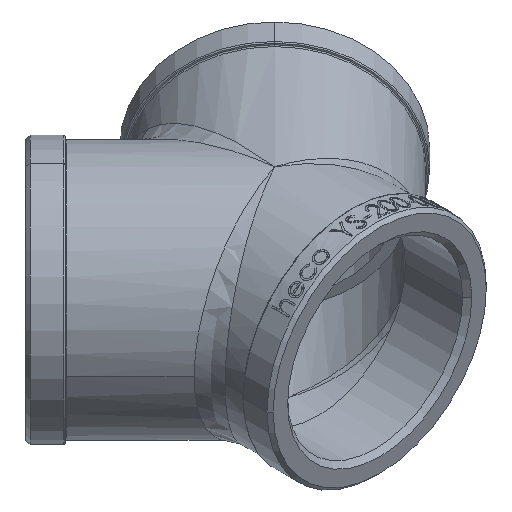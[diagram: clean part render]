
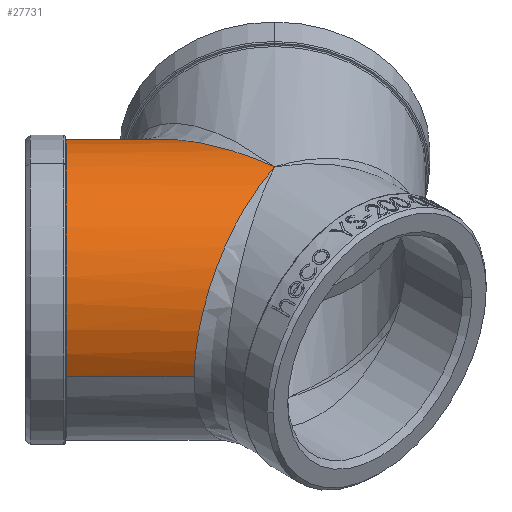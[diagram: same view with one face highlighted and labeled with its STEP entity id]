
A CAD part, isometric view. The second image highlights one B-rep face of the part: STEP entity #27731.
In plain terms, the highlighted cylindrical face has radius 34.5 mm (diameter 69 mm), a partial arc.
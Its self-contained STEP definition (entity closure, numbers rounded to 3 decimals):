
#299 = VERTEX_POINT ( 'NONE', #5023 ) ;
#802 = CARTESIAN_POINT ( 'NONE',  ( 0., 0., 34.5 ) ) ;
#900 = AXIS2_PLACEMENT_3D ( 'NONE', #28355, #18717, #5847 ) ;
#1121 = VECTOR ( 'NONE', #30130, 1000. ) ;
#1486 = CARTESIAN_POINT ( 'NONE',  ( -6.424, 50.751, 15.094 ) ) ;
#2063 = FACE_OUTER_BOUND ( 'NONE', #4866, .T. ) ;
#2355 = ORIENTED_EDGE ( 'NONE', *, *, #12552, .F. ) ;
#2992 = DIRECTION ( 'NONE',  ( -0.707, 0.707, 0. ) ) ;
#3102 = CARTESIAN_POINT ( 'NONE',  ( -37.428, -11.361, 0. ) ) ;
#4295 = ORIENTED_EDGE ( 'NONE', *, *, #8063, .F. ) ;
#4866 = EDGE_LOOP ( 'NONE', ( #7133, #4295, #10818, #30909, #22330, #2355 ) ) ;
#5023 = CARTESIAN_POINT ( 'NONE',  ( -33.729, 33.729, 34.5 ) ) ;
#5847 = DIRECTION ( 'NONE',  ( -0.707, -0.707, 0. ) ) ;
#6464 = VERTEX_POINT ( 'NONE', #25704 ) ;
#6536 = CARTESIAN_POINT ( 'NONE',  ( -1.058, 8.357, 34.5 ) ) ;
#7133 = ORIENTED_EDGE ( 'NONE', *, *, #11816, .F. ) ;
#7863 = DIRECTION ( 'NONE',  ( 0.707, -0.707, 0. ) ) ;
#7907 = B_SPLINE_CURVE_WITH_KNOTS ( 'NONE', 3,
 ( #802, #30625, #23386, #18264, #30509, #25826, #3102 ),
 .UNSPECIFIED., .F., .F.,
 ( 4, 1, 1, 1, 4 ),
 ( 0., 0.143, 0.286, 0.429, 0.5 ),
 .UNSPECIFIED. ) ;
#8063 = EDGE_CURVE ( 'NONE', #299, #6464, #30770, .T. ) ;
#8110 = DIRECTION ( 'NONE',  ( -0.707, -0.707, 0. ) ) ;
#8948 = DIRECTION ( 'NONE',  ( 0.707, -0.707, 0. ) ) ;
#8955 = LINE ( 'NONE', #27424, #1121 ) ;
#9170 = CARTESIAN_POINT ( 'NONE',  ( -10.105, 10.105, 0. ) ) ;
#10589 = CARTESIAN_POINT ( 'NONE',  ( -34.5, -14.29, 0. ) ) ;
#10818 = ORIENTED_EDGE ( 'NONE', *, *, #31172, .F. ) ;
#11457 = CYLINDRICAL_SURFACE ( 'NONE', #29281, 34.5 ) ;
#11555 = CARTESIAN_POINT ( 'NONE',  ( -7.071, 55.86, 2.581 ) ) ;
#11816 = EDGE_CURVE ( 'NONE', #6464, #13808, #8955, .T. ) ;
#11975 = CARTESIAN_POINT ( 'NONE',  ( -3.173, 25.067, 32.146 ) ) ;
#12135 = VERTEX_POINT ( 'NONE', #13620 ) ;
#12490 = AXIS2_PLACEMENT_3D ( 'NONE', #15336, #2992, #8110 ) ;
#12552 = EDGE_CURVE ( 'NONE', #13808, #12135, #30461, .T. ) ;
#13620 = CARTESIAN_POINT ( 'NONE',  ( 0., 0., 34.5 ) ) ;
#13808 = VERTEX_POINT ( 'NONE', #20539 ) ;
#15336 = CARTESIAN_POINT ( 'NONE',  ( -33.729, 33.729, 0. ) ) ;
#16106 = EDGE_CURVE ( 'NONE', #12135, #16131, #7907, .T. ) ;
#16131 = VERTEX_POINT ( 'NONE', #25604 ) ;
#18264 = CARTESIAN_POINT ( 'NONE',  ( -30.262, -9.186, 22.245 ) ) ;
#18530 = CIRCLE ( 'NONE', #12490, 34.5 ) ;
#18717 = DIRECTION ( 'NONE',  ( -0.707, 0.707, 0. ) ) ;
#18967 = CARTESIAN_POINT ( 'NONE',  ( 0., 0., 34.5 ) ) ;
#20539 = CARTESIAN_POINT ( 'NONE',  ( -7.071, 55.861, 0. ) ) ;
#22330 = ORIENTED_EDGE ( 'NONE', *, *, #16106, .F. ) ;
#23386 = CARTESIAN_POINT ( 'NONE',  ( -16.796, -5.098, 32.148 ) ) ;
#24736 = VERTEX_POINT ( 'NONE', #30145 ) ;
#25604 = CARTESIAN_POINT ( 'NONE',  ( -37.428, -11.361, 0. ) ) ;
#25704 = CARTESIAN_POINT ( 'NONE',  ( -9.334, 58.124, 0. ) ) ;
#25826 = CARTESIAN_POINT ( 'NONE',  ( -37.428, -11.361, 2.581 ) ) ;
#25967 = LINE ( 'NONE', #10589, #30250 ) ;
#26833 = CARTESIAN_POINT ( 'NONE',  ( -5.293, 41.815, 23.895 ) ) ;
#27424 = CARTESIAN_POINT ( 'NONE',  ( 14.29, 34.5, 0. ) ) ;
#27731 = ADVANCED_FACE ( 'NONE', ( #2063 ), #11457, .T. ) ;
#28355 = CARTESIAN_POINT ( 'NONE',  ( -33.729, 33.729, 0. ) ) ;
#29281 = AXIS2_PLACEMENT_3D ( 'NONE', #9170, #8948, #32114 ) ;
#30130 = DIRECTION ( 'NONE',  ( 0.707, -0.707, 0. ) ) ;
#30145 = CARTESIAN_POINT ( 'NONE',  ( -58.124, 9.334, 0. ) ) ;
#30250 = VECTOR ( 'NONE', #7863, 1000. ) ;
#30461 = B_SPLINE_CURVE_WITH_KNOTS ( 'NONE', 3,
 ( #31750, #11555, #31538, #1486, #26833, #11975, #6536, #18967 ),
 .UNSPECIFIED., .F., .F.,
 ( 4, 1, 1, 1, 1, 4 ),
 ( 0.5, 0.571, 0.643, 0.714, 0.857, 1. ),
 .UNSPECIFIED. ) ;
#30509 = CARTESIAN_POINT ( 'NONE',  ( -36.495, -11.078, 10.324 ) ) ;
#30625 = CARTESIAN_POINT ( 'NONE',  ( -5.599, -1.7, 34.5 ) ) ;
#30770 = CIRCLE ( 'NONE', #900, 34.5 ) ;
#30909 = ORIENTED_EDGE ( 'NONE', *, *, #31602, .T. ) ;
#31172 = EDGE_CURVE ( 'NONE', #24736, #299, #18530, .T. ) ;
#31538 = CARTESIAN_POINT ( 'NONE',  ( -6.952, 54.923, 7.742 ) ) ;
#31602 = EDGE_CURVE ( 'NONE', #24736, #16131, #25967, .T. ) ;
#31750 = CARTESIAN_POINT ( 'NONE',  ( -7.071, 55.861, 0. ) ) ;
#32114 = DIRECTION ( 'NONE',  ( -0.707, -0.707, 0. ) ) ;
